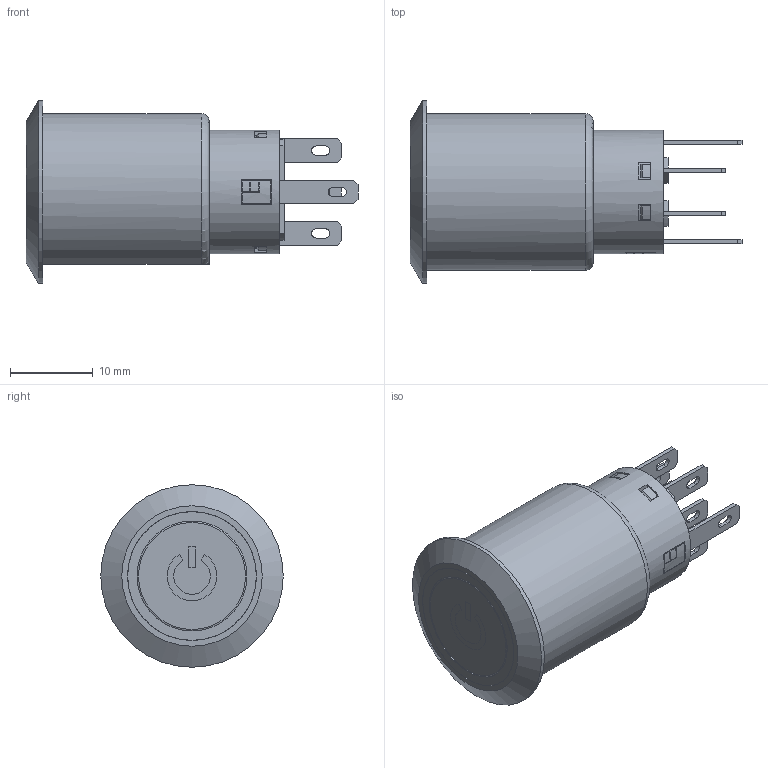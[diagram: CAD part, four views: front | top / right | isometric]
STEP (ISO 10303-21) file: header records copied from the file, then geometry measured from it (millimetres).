
FILE_DESCRIPTION((' '),'2;1');
FILE_NAME('PV4F2H0xx-3xx-M01.stp','2017-08-01T13:16:38',(' '),(' '),' ','ACIS',' ');
FILE_SCHEMA(('CONFIG_CONTROL_DESIGN'));
Length unit declared in the file: inch
Products named in the file (3): PV4F2H0xx-3xx-M01.stp; Body1; Body2
Assembly tree (2 placements, depth 2):
  PV4F2H0xx-3xx-M01.stp
    Body1
    Body2
Bounding box: 40.01 x 22 x 22 mm (x, y, z)
Volume: 5522 mm3; surface area: 5674.5 mm2
Topology: 2 solids, 2 shells, 218 faces, 553 edges, 369 vertices
Faces by surface type: plane 157, cylinder 52, cone 6, torus 3
Full cylindrical faces by diameter (mm): 5.2 x1, 7 x1, 7.3 x1, 8.1 x1, 9 x1, 9.2 x1, 12.6 x1, 13.25 x2, 14.9 x1, 15.5 x1, 15.55 x1, 16 x1, 16.517 x1, 22 x1
Entity records: 6849 total; most frequent: CARTESIAN_POINT 1149, DIRECTION 1103, ORIENTED_EDGE 1056, EDGE_CURVE 528, VECTOR 379, LINE 379, VERTEX_POINT 364, AXIS2_PLACEMENT_3D 362
